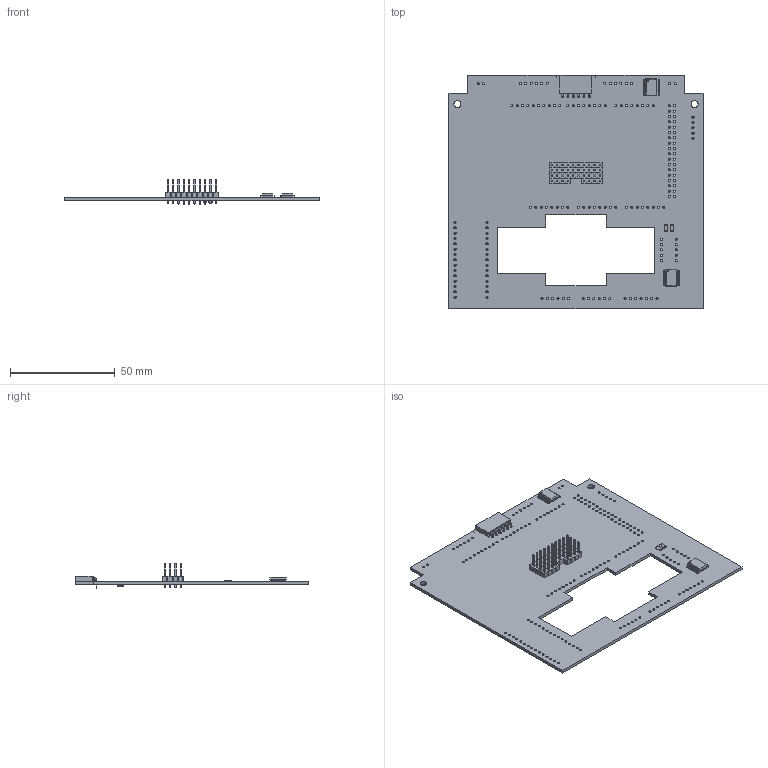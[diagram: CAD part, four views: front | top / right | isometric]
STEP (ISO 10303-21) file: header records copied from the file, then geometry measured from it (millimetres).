
FILE_DESCRIPTION(('KiCad electronic assembly'),'2;1');
FILE_NAME('MainPlatine.step','2025-05-09T13:57:50',('Pcbnew'),('Kicad'), 'Open CASCADE STEP processor 7.6','KiCad to STEP converter','Unknown' );
FILE_SCHEMA(('AUTOMOTIVE_DESIGN { 1 0 10303 214 1 1 1 1 }'));
Length unit declared in the file: millimetre
Products named in the file (7): MainPlatine 1; R_1206_3216Metric; PinSocket_1x06_P2.54mm_Horizontal; SSOP-24_5.3x8.2mm_P0.65mm; PinHeader_1x04_P2.54mm_Vertical; PinHeader_1x10_P2.54mm_Vertical; MainPlatine_PCB
Assembly tree (13 placements, depth 2):
  MainPlatine 1
    R_1206_3216Metric  x4
    PinSocket_1x06_P2.54mm_Horizontal
    SSOP-24_5.3x8.2mm_P0.65mm  x2
    PinHeader_1x04_P2.54mm_Vertical  x2
    PinHeader_1x10_P2.54mm_Vertical  x3
    MainPlatine_PCB
Bounding box: 121 x 111.45 x 11.84 mm (x, y, z)
Volume: 18060.5 mm3; surface area: 27249.1 mm2
Topology: 13 solids, 13 shells, 2260 faces, 5848 edges, 3704 vertices
Faces by surface type: plane 1714, cylinder 450, bspline 96
Full cylindrical faces by diameter (mm): 0.5 x2, 1 x74, 1.016 x136, 3.3 x2
Entity records: 37630 total; most frequent: CARTESIAN_POINT 6593, ORIENTED_EDGE 6350, DIRECTION 6129, EDGE_CURVE 3175, LINE 2485, VECTOR 2485, VERTEX_POINT 2030, AXIS2_PLACEMENT_3D 1822
